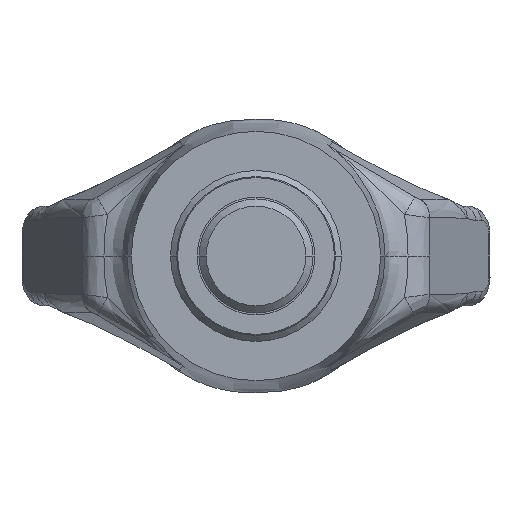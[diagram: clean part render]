
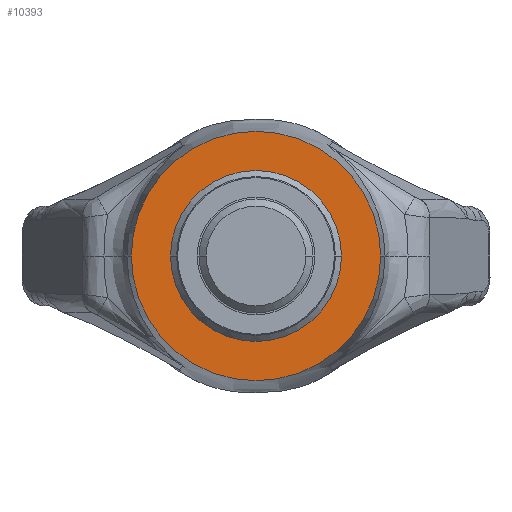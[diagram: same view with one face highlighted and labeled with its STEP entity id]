
A CAD part, front view. The second image highlights one B-rep face of the part: STEP entity #10393.
In plain terms, the highlighted planar face has unit normal (0, -1, 0).
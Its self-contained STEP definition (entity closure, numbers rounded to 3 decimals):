
#2=CARTESIAN_POINT('',(0.,-31.5,0.));
#3=DIRECTION('',(0.,-1.,0.));
#4=DIRECTION('',(-1.,0.,0.));
#5=AXIS2_PLACEMENT_3D('',#2,#3,#4);
#7=CARTESIAN_POINT('',(0.,-31.5,0.));
#8=DIRECTION('',(0.,-1.,0.));
#9=DIRECTION('',(1.,0.,0.));
#10=AXIS2_PLACEMENT_3D('',#7,#8,#9);
#121=CARTESIAN_POINT('',(0.,-31.5,0.));
#122=DIRECTION('',(0.,-1.,0.));
#123=DIRECTION('',(1.,0.,0.));
#124=AXIS2_PLACEMENT_3D('',#121,#122,#123);
#516=CARTESIAN_POINT('',(0.,-31.5,0.));
#517=DIRECTION('',(0.,1.,0.));
#518=DIRECTION('',(1.,0.,0.));
#519=AXIS2_PLACEMENT_3D('',#516,#517,#518);
#8201=CARTESIAN_POINT('',(17.5,-31.5,0.));
#8202=CARTESIAN_POINT('',(-17.5,-31.5,0.));
#8203=VERTEX_POINT('',#8201);
#8204=VERTEX_POINT('',#8202);
#8231=CARTESIAN_POINT('',(-12.,-31.5,0.));
#8232=CARTESIAN_POINT('',(12.,-31.5,0.));
#8233=VERTEX_POINT('',#8231);
#8234=VERTEX_POINT('',#8232);
#10376=CARTESIAN_POINT('',(0.,-31.5,0.));
#10377=DIRECTION('',(0.,-1.,0.));
#10378=DIRECTION('',(-1.,0.,0.));
#10379=AXIS2_PLACEMENT_3D('',#10376,#10377,#10378);
#10380=PLANE('',#10379);
#10382=ORIENTED_EDGE('',*,*,#10381,.F.);
#10384=ORIENTED_EDGE('',*,*,#10383,.T.);
#10385=EDGE_LOOP('',(#10382,#10384));
#10386=FACE_OUTER_BOUND('',#10385,.F.);
#10388=ORIENTED_EDGE('',*,*,#10387,.T.);
#10390=ORIENTED_EDGE('',*,*,#10389,.T.);
#10391=EDGE_LOOP('',(#10388,#10390));
#10392=FACE_BOUND('',#10391,.F.);
#10393=ADVANCED_FACE('',(#10386,#10392),#10380,.T.);
#6=CIRCLE('',#5,12.);
#11=CIRCLE('',#10,12.);
#125=CIRCLE('',#124,17.5);
#520=CIRCLE('',#519,17.5);
#10381=EDGE_CURVE('',#8203,#8204,#125,.T.);
#10383=EDGE_CURVE('',#8203,#8204,#520,.T.);
#10387=EDGE_CURVE('',#8233,#8234,#6,.T.);
#10389=EDGE_CURVE('',#8234,#8233,#11,.T.);
